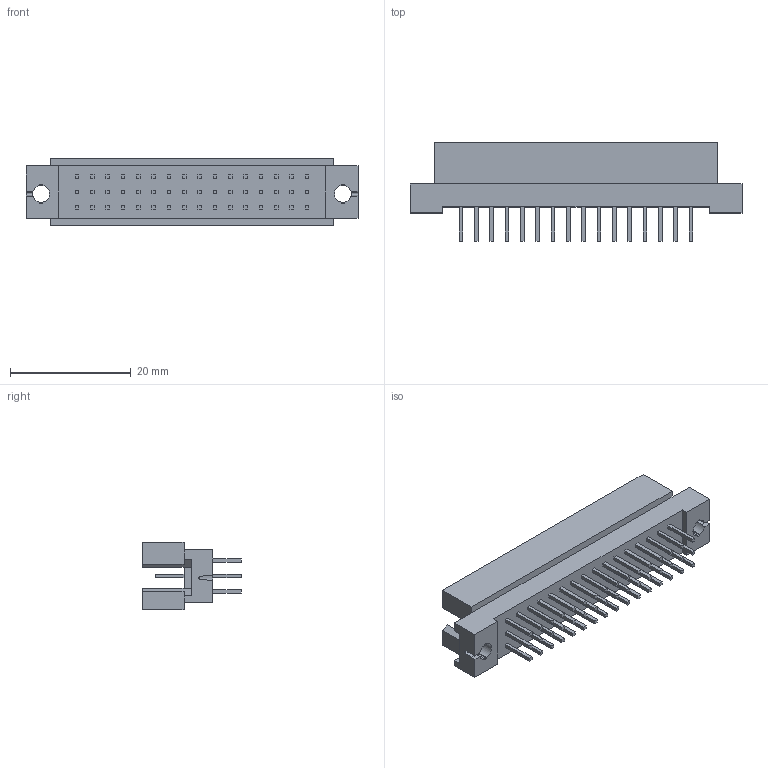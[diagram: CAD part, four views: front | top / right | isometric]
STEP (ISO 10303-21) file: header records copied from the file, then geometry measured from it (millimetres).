
FILE_DESCRIPTION(/* description */ (''),/* implementation_level */ '2;1');
FILE_NAME(/* name */ 'Amphenol_DIN41612_R_03x16_Header_Straight_86093487614755ELF.step',/* time_stamp */ '2021-06-28T18:27:18+01:00',/* author */ (''),/* organization */ (''),/* preprocessor_version */ 'ST-DEVELOPER v18.1',/* originating_system */ 'Autodesk Translation Framework v9.10.0.1330',/* authorisation */ '');
FILE_SCHEMA (('AUTOMOTIVE_DESIGN { 1 0 10303 214 3 1 1 }'));
Length unit declared in the file: millimetre
Products named in the file (1): Amphenol_DIN41612_R_03x16_Header_Straight_86093487614755ELF
Bounding box: 55 x 16.25 x 11.1 mm (x, y, z)
Volume: 2845.7 mm3; surface area: 4433 mm2
Topology: 1 solids, 1 shells, 554 faces, 1374 edges, 912 vertices
Faces by surface type: plane 546, cylinder 8
Full cylindrical faces by diameter (mm): 2.8 x2
Entity records: 16665 total; most frequent: CARTESIAN_POINT 2888, ORIENTED_EDGE 2748, DIRECTION 2504, EDGE_CURVE 1374, LINE 1340, VECTOR 1340, VERTEX_POINT 912, EDGE_LOOP 652
